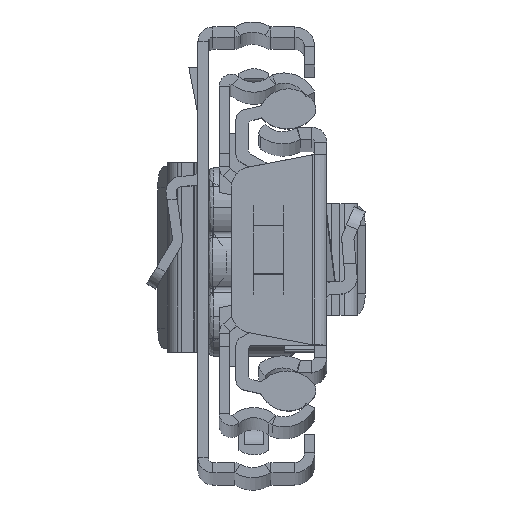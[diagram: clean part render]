
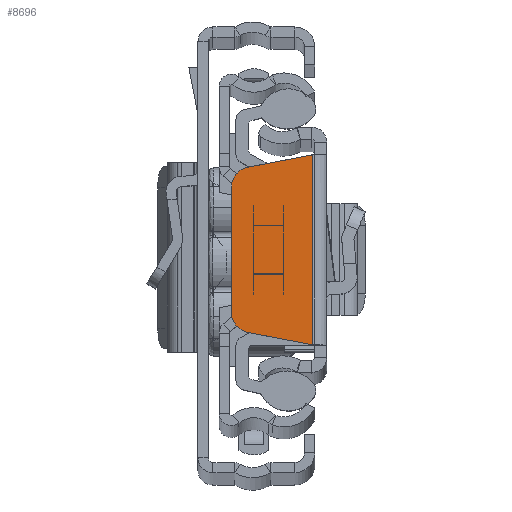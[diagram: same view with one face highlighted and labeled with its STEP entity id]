
A CAD part, top view. The second image highlights one B-rep face of the part: STEP entity #8696.
In plain terms, the highlighted planar face has unit normal (0, 0, 1).
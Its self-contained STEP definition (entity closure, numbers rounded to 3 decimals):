
#505 = EDGE_LOOP ( 'NONE', ( #12334, #1426, #15228, #14575, #9569, #5223 ) ) ;
#539 = CARTESIAN_POINT ( 'NONE',  ( -1.36, -9.379, 0. ) ) ;
#950 = VERTEX_POINT ( 'NONE', #13082 ) ;
#1345 = AXIS2_PLACEMENT_3D ( 'NONE', #18482, #13904, #2085 ) ;
#1426 = ORIENTED_EDGE ( 'NONE', *, *, #16708, .T. ) ;
#2085 = DIRECTION ( 'NONE',  ( -1., 0., 0. ) ) ;
#2212 = LINE ( 'NONE', #20355, #12740 ) ;
#2857 = CARTESIAN_POINT ( 'NONE',  ( -7.401, 6.183, 0. ) ) ;
#3974 = EDGE_CURVE ( 'NONE', #950, #13887, #13175, .T. ) ;
#4458 = CARTESIAN_POINT ( 'NONE',  ( -7.401, -6.183, 0. ) ) ;
#5223 = ORIENTED_EDGE ( 'NONE', *, *, #3974, .T. ) ;
#5782 = CARTESIAN_POINT ( 'NONE',  ( -1.36, -9.379, 0. ) ) ;
#5899 = DIRECTION ( 'NONE',  ( 0., 0., 1. ) ) ;
#6637 = LINE ( 'NONE', #9786, #12809 ) ;
#6997 = CIRCLE ( 'NONE', #15977, 2. ) ;
#7413 = LINE ( 'NONE', #5782, #19768 ) ;
#7525 = VECTOR ( 'NONE', #9852, 1000. ) ;
#7840 = DIRECTION ( 'NONE',  ( -1., 0., 0. ) ) ;
#8149 = CARTESIAN_POINT ( 'NONE',  ( -9.401, 6.183, 0. ) ) ;
#8218 = CARTESIAN_POINT ( 'NONE',  ( -7.778, -8.147, 0. ) ) ;
#8696 = ADVANCED_FACE ( 'NONE', ( #15427 ), #12167, .F. ) ;
#8941 = EDGE_CURVE ( 'NONE', #16964, #12076, #6637, .T. ) ;
#9569 = ORIENTED_EDGE ( 'NONE', *, *, #20188, .T. ) ;
#9786 = CARTESIAN_POINT ( 'NONE',  ( -1.786, -9.298, 0. ) ) ;
#9852 = DIRECTION ( 'NONE',  ( 0., -1., 0. ) ) ;
#9910 = EDGE_CURVE ( 'NONE', #12475, #12076, #7413, .T. ) ;
#12076 = VERTEX_POINT ( 'NONE', #539 ) ;
#12167 = PLANE ( 'NONE',  #1345 ) ;
#12334 = ORIENTED_EDGE ( 'NONE', *, *, #19601, .T. ) ;
#12475 = VERTEX_POINT ( 'NONE', #15475 ) ;
#12740 = VECTOR ( 'NONE', #19165, 1000. ) ;
#12798 = DIRECTION ( 'NONE',  ( -1., 0., 0. ) ) ;
#12809 = VECTOR ( 'NONE', #16397, 1000. ) ;
#13082 = CARTESIAN_POINT ( 'NONE',  ( -7.778, 8.147, 0. ) ) ;
#13175 = CIRCLE ( 'NONE', #16644, 2. ) ;
#13300 = CARTESIAN_POINT ( 'NONE',  ( -9.401, 0., 0. ) ) ;
#13887 = VERTEX_POINT ( 'NONE', #8149 ) ;
#13904 = DIRECTION ( 'NONE',  ( 0., 0., -1. ) ) ;
#14009 = DIRECTION ( 'NONE',  ( 0., -1., 0. ) ) ;
#14575 = ORIENTED_EDGE ( 'NONE', *, *, #9910, .F. ) ;
#14844 = VERTEX_POINT ( 'NONE', #21122 ) ;
#15228 = ORIENTED_EDGE ( 'NONE', *, *, #8941, .T. ) ;
#15427 = FACE_OUTER_BOUND ( 'NONE', #505, .T. ) ;
#15475 = CARTESIAN_POINT ( 'NONE',  ( -1.36, 9.379, 0. ) ) ;
#15977 = AXIS2_PLACEMENT_3D ( 'NONE', #4458, #20848, #12798 ) ;
#16397 = DIRECTION ( 'NONE',  ( 0.982, -0.189, 0. ) ) ;
#16644 = AXIS2_PLACEMENT_3D ( 'NONE', #2857, #5899, #7840 ) ;
#16685 = LINE ( 'NONE', #13300, #7525 ) ;
#16708 = EDGE_CURVE ( 'NONE', #14844, #16964, #6997, .T. ) ;
#16964 = VERTEX_POINT ( 'NONE', #8218 ) ;
#18482 = CARTESIAN_POINT ( 'NONE',  ( 0., 0., 0. ) ) ;
#19165 = DIRECTION ( 'NONE',  ( -0.982, -0.189, 0. ) ) ;
#19601 = EDGE_CURVE ( 'NONE', #13887, #14844, #16685, .T. ) ;
#19768 = VECTOR ( 'NONE', #14009, 1000. ) ;
#20188 = EDGE_CURVE ( 'NONE', #12475, #950, #2212, .T. ) ;
#20355 = CARTESIAN_POINT ( 'NONE',  ( -1.786, 9.298, 0. ) ) ;
#20848 = DIRECTION ( 'NONE',  ( 0., 0., 1. ) ) ;
#21122 = CARTESIAN_POINT ( 'NONE',  ( -9.401, -6.183, 0. ) ) ;
